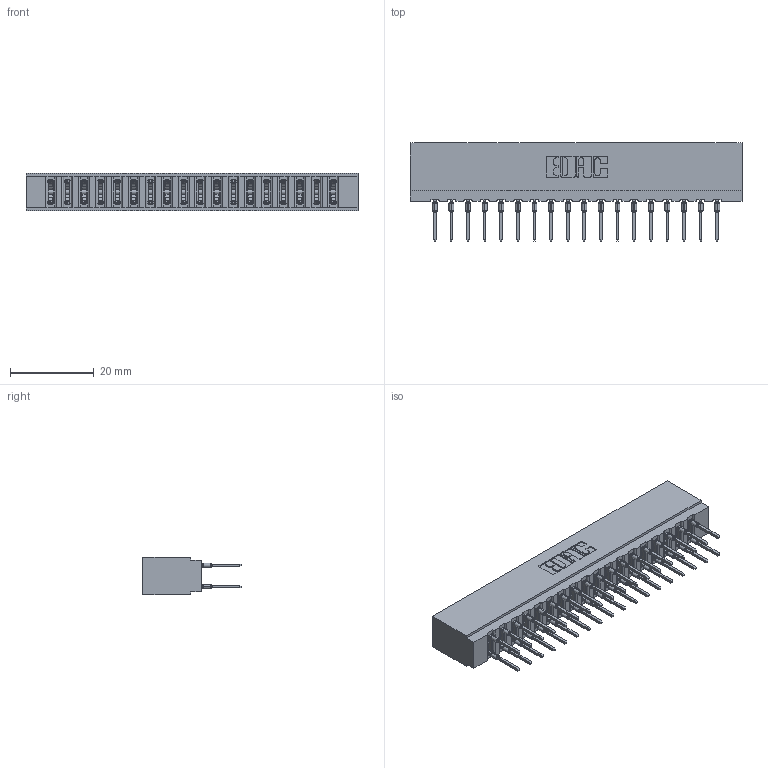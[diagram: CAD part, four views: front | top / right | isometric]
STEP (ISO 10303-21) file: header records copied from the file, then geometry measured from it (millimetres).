
FILE_DESCRIPTION (( 'STEP AP203' ), '1' );
FILE_NAME ('717-036-522-201.STEP', '2026-02-20T17:43:47', ( '' ), ( '' ), 'SwSTEP 2.0', 'SolidWorks 2023', '' );
FILE_SCHEMA (( 'CONFIG_CONTROL_DESIGN' ));
Length unit declared in the file: millimetre
Products named in the file (3): 717-036-522-201; 717 Part_Insulator Option - 06; 745-292-001_522
Assembly tree (37 placements, depth 2):
  717-036-522-201
    717 Part_Insulator Option - 06
    745-292-001_522  x36
Bounding box: 79.2 x 23.48 x 8.89 mm (x, y, z)
Volume: 6999.7 mm3; surface area: 10527.8 mm2
Topology: 37 solids, 37 shells, 3334 faces, 8963 edges, 5638 vertices
Faces by surface type: plane 1728, bspline 720, cylinder 670, torus 216
Entity records: 34105 total; most frequent: CARTESIAN_POINT 6429, ORIENTED_EDGE 5816, DIRECTION 5100, EDGE_CURVE 2908, LINE 2618, VECTOR 2618, VERTEX_POINT 1858, AXIS2_PLACEMENT_3D 1241
